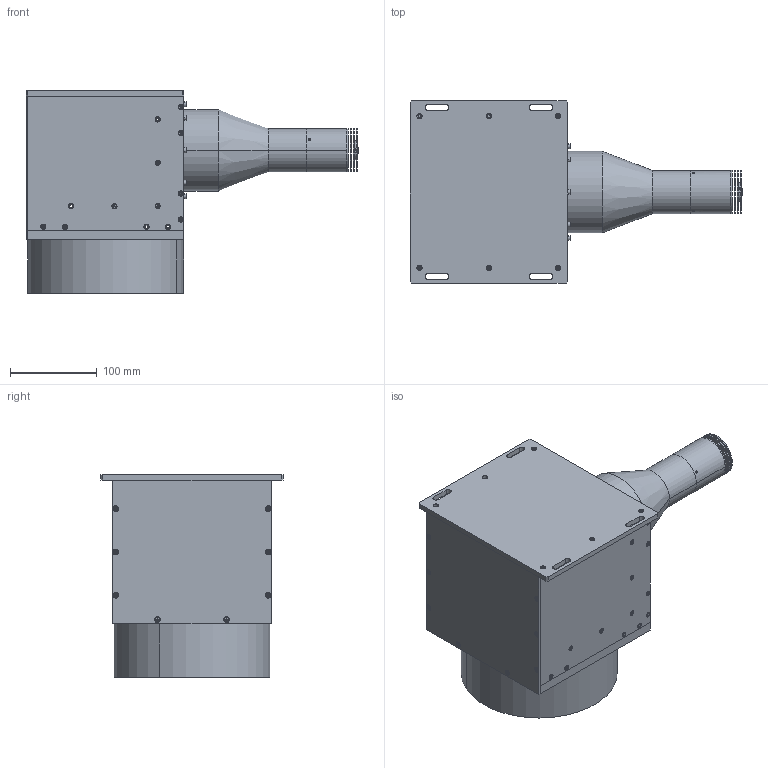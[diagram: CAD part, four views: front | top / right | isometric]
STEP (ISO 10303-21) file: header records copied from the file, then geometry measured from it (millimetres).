
FILE_DESCRIPTION (( 'STEP AP203' ), '1' );
FILE_NAME ('XF-PTI152-L90-(C).STEP', '2022-10-10T08:11:46', ( '' ), ( '' ), 'SwSTEP 2.0', 'SolidWorks 2018', '' );
FILE_SCHEMA (( 'CONFIG_CONTROL_DESIGN' ));
Length unit declared in the file: millimetre
Products named in the file (1): XF-PTI152-L90-(C)
Bounding box: 383.04 x 210 x 233.5 mm (x, y, z)
Surface area: 343631.1 mm2 (no closed solid volume)
Topology: 0 solids, 88 shells, 645 faces, 2090 edges, 1476 vertices
Faces by surface type: plane 338, cylinder 161, torus 82, cone 62, sphere 2
Entity records: 22902 total; most frequent: CARTESIAN_POINT 4396, DIRECTION 4095, ORIENTED_EDGE 3131, EDGE_CURVE 2046, VERTEX_POINT 1476, AXIS2_PLACEMENT_3D 1415, VECTOR 1265, LINE 1265
